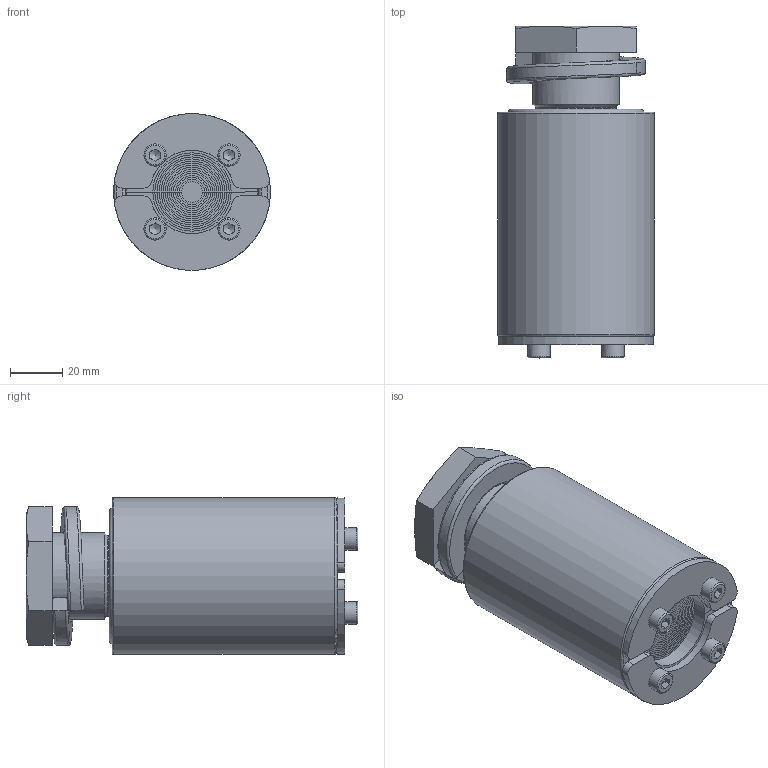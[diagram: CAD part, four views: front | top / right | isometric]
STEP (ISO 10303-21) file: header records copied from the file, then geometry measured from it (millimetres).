
FILE_DESCRIPTION(/* description */ (''),/* implementation_level */ '2;1');
FILE_NAME(/* name */ 'SLA_RS50.stp',/* time_stamp */ '2026-03-23T07:23:03+01:00',/* author */ ('se-marfre'),/* organization */ (''),/* preprocessor_version */ 'ST-DEVELOPER v19.2',/* originating_system */ 'Autodesk Inventor 2023',/* authorisation */ '');
FILE_SCHEMA (('CONFIG_CONTROL_DESIGN'));
Length unit declared in the file: millimetre
Products named in the file (1): SLA_RS50
Bounding box: 60 x 127 x 60 mm (x, y, z)
Volume: 247628.9 mm3; surface area: 68862.4 mm2
Topology: 2 solids, 2 shells, 230 faces, 550 edges, 327 vertices
Faces by surface type: plane 137, cylinder 52, cone 19, torus 16, bspline 6
Full cylindrical faces by diameter (mm): 4.134 x4, 8.5 x4, 27 x1, 30.75 x1, 33.249 x2, 51 x1, 60 x1
Entity records: 7819 total; most frequent: CARTESIAN_POINT 2161, DIRECTION 1180, ORIENTED_EDGE 1094, EDGE_CURVE 547, AXIS2_PLACEMENT_3D 474, VERTEX_POINT 329, CIRCLE 249, EDGE_LOOP 248
